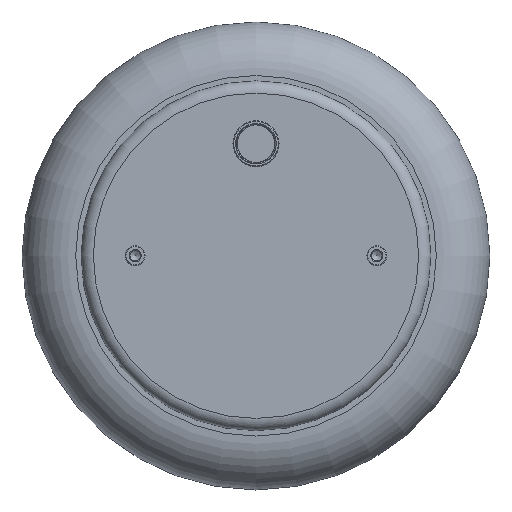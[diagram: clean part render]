
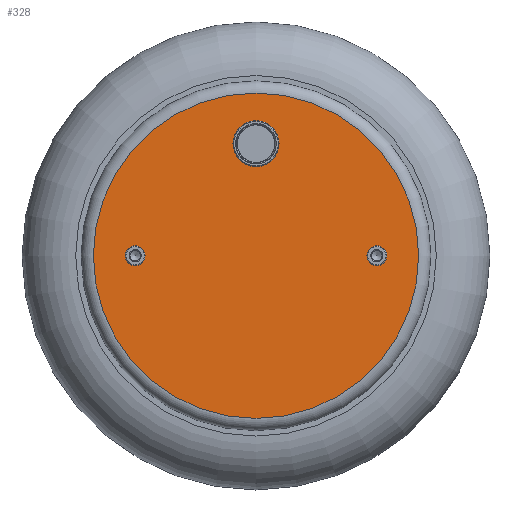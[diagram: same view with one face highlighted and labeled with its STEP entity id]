
A CAD part, top view. The second image highlights one B-rep face of the part: STEP entity #328.
In plain terms, the highlighted planar face has unit normal (0, 0, 1).
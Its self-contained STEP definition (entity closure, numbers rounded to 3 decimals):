
#328=ADVANCED_FACE('',(#493,#494,#495,#496),#416,.T.);
#416=PLANE('',#1443);
#493=FACE_BOUND('',#692,.T.);
#494=FACE_BOUND('',#693,.T.);
#495=FACE_BOUND('',#694,.T.);
#496=FACE_BOUND('',#695,.T.);
#692=EDGE_LOOP('',(#892));
#693=EDGE_LOOP('',(#893));
#694=EDGE_LOOP('',(#894));
#695=EDGE_LOOP('',(#895));
#892=ORIENTED_EDGE('',*,*,#1197,.T.);
#893=ORIENTED_EDGE('',*,*,#1198,.F.);
#894=ORIENTED_EDGE('',*,*,#1199,.F.);
#895=ORIENTED_EDGE('',*,*,#1200,.T.);
#1086=VERTEX_POINT('',#2100);
#1087=VERTEX_POINT('',#2102);
#1088=VERTEX_POINT('',#2104);
#1089=VERTEX_POINT('',#2106);
#1197=EDGE_CURVE('',#1086,#1086,#1307,.T.);
#1198=EDGE_CURVE('',#1087,#1087,#1308,.T.);
#1199=EDGE_CURVE('',#1088,#1088,#1309,.T.);
#1200=EDGE_CURVE('',#1089,#1089,#1310,.T.);
#1307=CIRCLE('',#1439,15.);
#1308=CIRCLE('',#1440,6.5);
#1309=CIRCLE('',#1441,6.5);
#1310=CIRCLE('',#1442,106.);
#1439=AXIS2_PLACEMENT_3D('',#2099,#1707,#1708);
#1440=AXIS2_PLACEMENT_3D('',#2101,#1709,#1710);
#1441=AXIS2_PLACEMENT_3D('',#2103,#1711,#1712);
#1442=AXIS2_PLACEMENT_3D('',#2105,#1713,#1714);
#1443=AXIS2_PLACEMENT_3D('',#2107,#1715,#1716);
#1707=DIRECTION('',(0.,0.,-1.));
#1708=DIRECTION('',(1.,0.,0.));
#1709=DIRECTION('',(0.,0.,1.));
#1710=DIRECTION('',(1.,0.,0.));
#1711=DIRECTION('',(0.,0.,1.));
#1712=DIRECTION('',(1.,0.,0.));
#1713=DIRECTION('',(0.,0.,1.));
#1714=DIRECTION('',(1.,0.,0.));
#1715=DIRECTION('',(0.,0.,1.));
#1716=DIRECTION('',(1.,0.,0.));
#2099=CARTESIAN_POINT('',(0.,73.,195.7));
#2100=CARTESIAN_POINT('',(15.,73.,195.7));
#2101=CARTESIAN_POINT('',(78.75,0.,195.7));
#2102=CARTESIAN_POINT('',(85.25,0.,195.7));
#2103=CARTESIAN_POINT('',(-78.75,0.,195.7));
#2104=CARTESIAN_POINT('',(-72.25,0.,195.7));
#2105=CARTESIAN_POINT('',(0.,0.,195.7));
#2106=CARTESIAN_POINT('',(106.,0.,195.7));
#2107=CARTESIAN_POINT('',(0.,0.,195.7));
